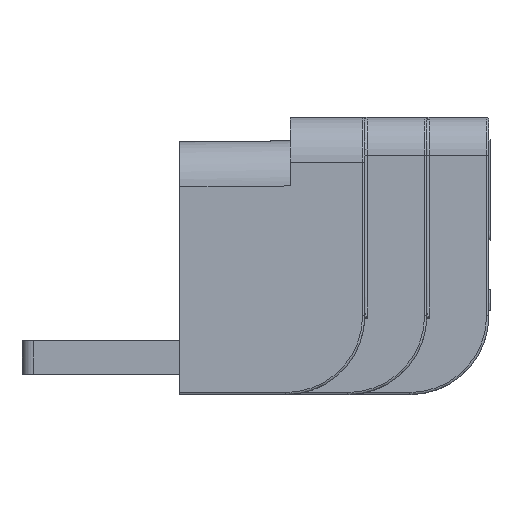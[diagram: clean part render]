
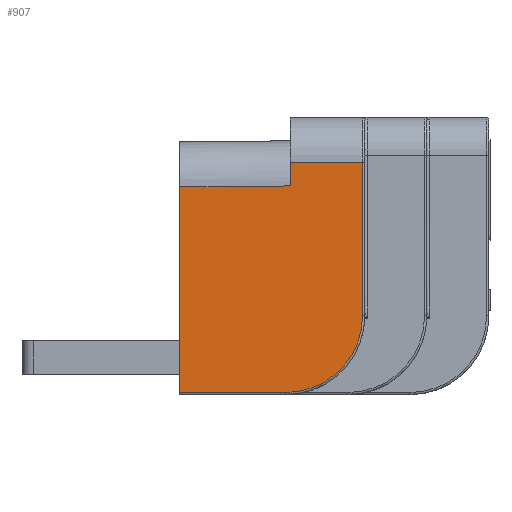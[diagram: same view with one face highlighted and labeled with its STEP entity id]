
A CAD part, front view. The second image highlights one B-rep face of the part: STEP entity #907.
In plain terms, the highlighted planar face has unit normal (0, -1, 0).
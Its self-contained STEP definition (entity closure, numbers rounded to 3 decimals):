
#435=PLANE('',#6884);
#618=CIRCLE('',#6881,6.8);
#907=ADVANCED_FACE('',(#1324),#435,.T.);
#1324=FACE_OUTER_BOUND('',#1681,.T.);
#1681=EDGE_LOOP('',(#3069,#3070,#3071,#3072,#3073,#3074,#3075));
#3069=ORIENTED_EDGE('',*,*,#5045,.T.);
#3070=ORIENTED_EDGE('',*,*,#5042,.T.);
#3071=ORIENTED_EDGE('',*,*,#5043,.T.);
#3072=ORIENTED_EDGE('',*,*,#4347,.T.);
#3073=ORIENTED_EDGE('',*,*,#5046,.F.);
#3074=ORIENTED_EDGE('',*,*,#5047,.T.);
#3075=ORIENTED_EDGE('',*,*,#4961,.F.);
#3691=VERTEX_POINT('',#8849);
#3704=VERTEX_POINT('',#8881);
#4140=VERTEX_POINT('',#11143);
#4141=VERTEX_POINT('',#11145);
#4175=VERTEX_POINT('',#11341);
#4176=VERTEX_POINT('',#11343);
#4177=VERTEX_POINT('',#11351);
#4347=EDGE_CURVE('',#3691,#3704,#5287,.T.);
#4961=EDGE_CURVE('',#4140,#4141,#5680,.T.);
#5042=EDGE_CURVE('',#4175,#4176,#618,.T.);
#5043=EDGE_CURVE('',#4176,#3691,#5736,.T.);
#5045=EDGE_CURVE('',#4140,#4175,#5738,.T.);
#5046=EDGE_CURVE('',#4177,#3704,#5739,.T.);
#5047=EDGE_CURVE('',#4177,#4141,#5740,.T.);
#5287=LINE('',#8880,#5903);
#5680=LINE('',#11144,#6319);
#5736=LINE('',#11346,#6375);
#5738=LINE('',#11349,#6377);
#5739=LINE('',#11350,#6378);
#5740=LINE('',#11352,#6379);
#5903=VECTOR('',#7147,1.);
#6319=VECTOR('',#8143,1.);
#6375=VECTOR('',#8291,1.);
#6377=VECTOR('',#8295,1.);
#6378=VECTOR('',#8296,1.);
#6379=VECTOR('',#8297,1.);
#6881=AXIS2_PLACEMENT_3D('',#11344,#8287,#8288);
#6884=AXIS2_PLACEMENT_3D('',#11353,#8298,#8299);
#7147=DIRECTION('',(-1.,0.,0.));
#8143=DIRECTION('',(0.,0.,1.));
#8287=DIRECTION('',(0.,-1.,0.));
#8288=DIRECTION('',(0.,0.,-1.));
#8291=DIRECTION('',(0.,0.,1.));
#8295=DIRECTION('',(1.,0.,0.));
#8296=DIRECTION('',(0.,0.,1.));
#8297=DIRECTION('',(-1.,0.,-0.009));
#8298=DIRECTION('',(0.,-1.,0.));
#8299=DIRECTION('',(0.,0.,-1.));
#8849=CARTESIAN_POINT('',(29.8,-111.803,15.8));
#8880=CARTESIAN_POINT('',(30.,-111.803,15.8));
#8881=CARTESIAN_POINT('',(23.397,-111.803,15.8));
#11143=CARTESIAN_POINT('',(13.6,-111.803,-4.6));
#11144=CARTESIAN_POINT('',(13.6,-111.803,2.2));
#11145=CARTESIAN_POINT('',(13.6,-111.803,13.627));
#11341=CARTESIAN_POINT('',(23.,-111.803,-4.6));
#11343=CARTESIAN_POINT('',(29.8,-111.803,2.2));
#11344=CARTESIAN_POINT('',(23.,-111.803,2.2));
#11346=CARTESIAN_POINT('',(29.8,-111.803,15.4));
#11349=CARTESIAN_POINT('',(30.,-111.803,-4.6));
#11350=CARTESIAN_POINT('',(23.397,-111.803,2.2));
#11351=CARTESIAN_POINT('',(23.397,-111.803,13.713));
#11352=CARTESIAN_POINT('',(29.899,-111.803,13.769));
#11353=CARTESIAN_POINT('',(30.,-111.803,2.2));
